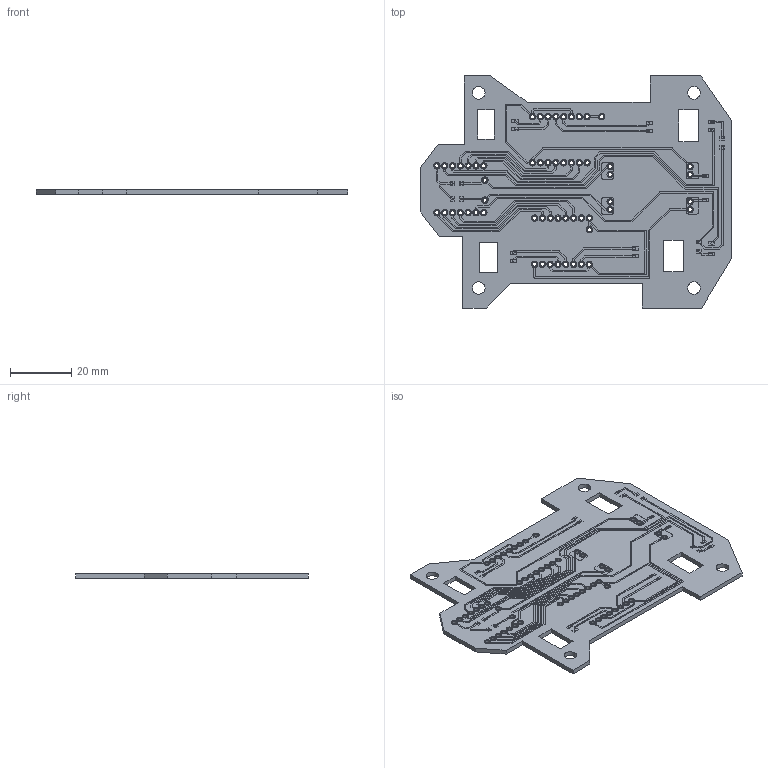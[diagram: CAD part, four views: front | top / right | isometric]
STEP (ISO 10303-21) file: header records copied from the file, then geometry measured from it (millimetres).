
FILE_DESCRIPTION(/* description */ ('STEP AP242','CAx-IF Rec.Pracs.---Representation and Presentation of Product Manufacturing Information (PMI)---4.0---2014-10-13','CAx-IF Rec.Pracs.---3D Tessellated Geometry---0.4---2014-09-14','2;1'),/* implementation_level */ '2;1');
FILE_NAME(/* name */ '684a7f38f011aa2743ffe6d5',/* time_stamp */ '2025-06-12T07:18:19Z',/* author */ (''),/* organization */ (''),/* preprocessor_version */ 'ST-DEVELOPER v20',/* originating_system */ 'ONSHAPE BY PTC INC, 1.199',/* authorisation */ ' ');
FILE_SCHEMA (('AP242_MANAGED_MODEL_BASED_3D_ENGINEERING_MIM_LF { 1 0 10303 442 1 1 4 }'));
Length unit declared in the file: metre
Products named in the file (244): proyecto final_pad; proyecto final_copper; Contacts (Mirror #1); proyecto final_PCB; Contacts; Ceramic; Overcoat
Bounding box: 101.24 x 75.5 x 1.59 mm (x, y, z)
Volume: 8591.8 mm3; surface area: 15443.4 mm2
Topology: 244 solids, 244 shells, 1804 faces, 3948 edges, 2632 vertices
Faces by surface type: plane 1148, cylinder 656
Full cylindrical faces by diameter (mm): 1.35 x182, 1.4 x116, 2.1 x116, 4.1 x4
Entity records: 54627 total; most frequent: DIRECTION 8937, CARTESIAN_POINT 8213, ORIENTED_EDGE 7060, EDGE_CURVE 3530, AXIS2_PLACEMENT_3D 3360, EDGE_LOOP 2718, FACE_BOUND 2718, VERTEX_POINT 2632
